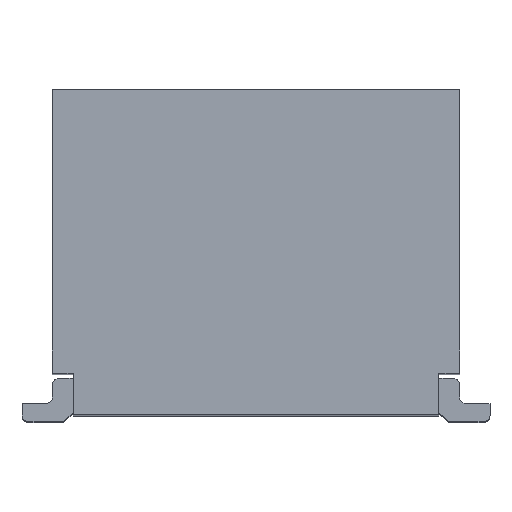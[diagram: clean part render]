
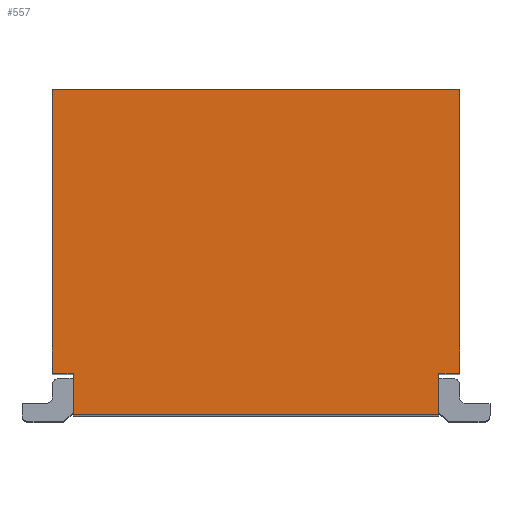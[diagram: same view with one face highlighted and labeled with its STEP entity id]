
A CAD part, top view. The second image highlights one B-rep face of the part: STEP entity #557.
In plain terms, the highlighted planar face has unit normal (0, 0, 1).
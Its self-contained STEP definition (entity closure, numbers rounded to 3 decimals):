
#400 = CARTESIAN_POINT ( 'NONE',  ( 0.67, -0.438, 1.415 ) ) ;
#467 = LINE ( 'NONE', #7228, #12083 ) ;
#546 = AXIS2_PLACEMENT_3D ( 'NONE', #400, #9021, #12633 ) ;
#557 = ADVANCED_FACE ( 'NONE', ( #13152 ), #15295, .F. ) ;
#904 = EDGE_CURVE ( 'NONE', #3718, #9300, #4881, .T. ) ;
#932 = LINE ( 'NONE', #2051, #6089 ) ;
#1252 = ORIENTED_EDGE ( 'NONE', *, *, #904, .T. ) ;
#1491 = CARTESIAN_POINT ( 'NONE',  ( -1.32, 0.15, 1.415 ) ) ;
#1667 = EDGE_CURVE ( 'NONE', #8404, #8626, #2835, .T. ) ;
#1845 = CARTESIAN_POINT ( 'NONE',  ( 1.32, 0.15, 1.415 ) ) ;
#1948 = CARTESIAN_POINT ( 'NONE',  ( 1.47, -1.9, 1.415 ) ) ;
#2051 = CARTESIAN_POINT ( 'NONE',  ( -1.47, -0.438, 1.415 ) ) ;
#2108 = ORIENTED_EDGE ( 'NONE', *, *, #1667, .F. ) ;
#2123 = EDGE_CURVE ( 'NONE', #8626, #9300, #467, .T. ) ;
#2329 = VECTOR ( 'NONE', #2755, 1000. ) ;
#2371 = EDGE_CURVE ( 'NONE', #6243, #2863, #3545, .T. ) ;
#2573 = VECTOR ( 'NONE', #4515, 1000. ) ;
#2755 = DIRECTION ( 'NONE',  ( 0., 1., 0. ) ) ;
#2835 = LINE ( 'NONE', #15073, #2329 ) ;
#2846 = CARTESIAN_POINT ( 'NONE',  ( 0.67, 0.15, 1.415 ) ) ;
#2863 = VERTEX_POINT ( 'NONE', #11224 ) ;
#3082 = CARTESIAN_POINT ( 'NONE',  ( -1.398, 0.15, 1.415 ) ) ;
#3265 = VECTOR ( 'NONE', #11869, 1000. ) ;
#3348 = DIRECTION ( 'NONE',  ( 0., 1., 0. ) ) ;
#3545 = LINE ( 'NONE', #14509, #2573 ) ;
#3553 = ORIENTED_EDGE ( 'NONE', *, *, #13389, .F. ) ;
#3683 = CARTESIAN_POINT ( 'NONE',  ( 1.32, 0.35, 1.415 ) ) ;
#3715 = CARTESIAN_POINT ( 'NONE',  ( 1.47, 0.15, 1.415 ) ) ;
#3718 = VERTEX_POINT ( 'NONE', #1845 ) ;
#3829 = VERTEX_POINT ( 'NONE', #13272 ) ;
#4169 = LINE ( 'NONE', #9003, #6359 ) ;
#4515 = DIRECTION ( 'NONE',  ( -1., 0., 0. ) ) ;
#4841 = EDGE_LOOP ( 'NONE', ( #11403, #3553, #15303, #1252, #10659, #2108, #9424, #12605 ) ) ;
#4847 = CARTESIAN_POINT ( 'NONE',  ( 1.32, 0.45, 1.415 ) ) ;
#4881 = LINE ( 'NONE', #3683, #13408 ) ;
#5662 = LINE ( 'NONE', #3082, #3265 ) ;
#6089 = VECTOR ( 'NONE', #3348, 1000. ) ;
#6243 = VERTEX_POINT ( 'NONE', #1948 ) ;
#6359 = VECTOR ( 'NONE', #6597, 1000. ) ;
#6597 = DIRECTION ( 'NONE',  ( 0., -1., 0. ) ) ;
#7228 = CARTESIAN_POINT ( 'NONE',  ( 0.839, 0.45, 1.415 ) ) ;
#8404 = VERTEX_POINT ( 'NONE', #1491 ) ;
#8626 = VERTEX_POINT ( 'NONE', #9834 ) ;
#8761 = DIRECTION ( 'NONE',  ( 0., 1., 0. ) ) ;
#8904 = VECTOR ( 'NONE', #12429, 1000. ) ;
#8970 = LINE ( 'NONE', #2846, #8904 ) ;
#9003 = CARTESIAN_POINT ( 'NONE',  ( 1.47, -0.438, 1.415 ) ) ;
#9021 = DIRECTION ( 'NONE',  ( 0., 0., -1. ) ) ;
#9300 = VERTEX_POINT ( 'NONE', #4847 ) ;
#9424 = ORIENTED_EDGE ( 'NONE', *, *, #10526, .F. ) ;
#9834 = CARTESIAN_POINT ( 'NONE',  ( -1.32, 0.45, 1.415 ) ) ;
#10257 = EDGE_CURVE ( 'NONE', #2863, #3829, #932, .T. ) ;
#10495 = EDGE_CURVE ( 'NONE', #3718, #11758, #8970, .T. ) ;
#10526 = EDGE_CURVE ( 'NONE', #3829, #8404, #5662, .T. ) ;
#10659 = ORIENTED_EDGE ( 'NONE', *, *, #2123, .F. ) ;
#11224 = CARTESIAN_POINT ( 'NONE',  ( -1.47, -1.9, 1.415 ) ) ;
#11403 = ORIENTED_EDGE ( 'NONE', *, *, #2371, .F. ) ;
#11758 = VERTEX_POINT ( 'NONE', #3715 ) ;
#11869 = DIRECTION ( 'NONE',  ( 1., 0., 0. ) ) ;
#12083 = VECTOR ( 'NONE', #14241, 1000. ) ;
#12429 = DIRECTION ( 'NONE',  ( 1., 0., 0. ) ) ;
#12605 = ORIENTED_EDGE ( 'NONE', *, *, #10257, .F. ) ;
#12633 = DIRECTION ( 'NONE',  ( -1., 0., 0. ) ) ;
#13152 = FACE_OUTER_BOUND ( 'NONE', #4841, .T. ) ;
#13272 = CARTESIAN_POINT ( 'NONE',  ( -1.47, 0.15, 1.415 ) ) ;
#13389 = EDGE_CURVE ( 'NONE', #11758, #6243, #4169, .T. ) ;
#13408 = VECTOR ( 'NONE', #8761, 1000. ) ;
#14241 = DIRECTION ( 'NONE',  ( 1., 0., 0. ) ) ;
#14509 = CARTESIAN_POINT ( 'NONE',  ( 0.67, -1.9, 1.415 ) ) ;
#15073 = CARTESIAN_POINT ( 'NONE',  ( -1.32, -0.438, 1.415 ) ) ;
#15295 = PLANE ( 'NONE',  #546 ) ;
#15303 = ORIENTED_EDGE ( 'NONE', *, *, #10495, .F. ) ;
